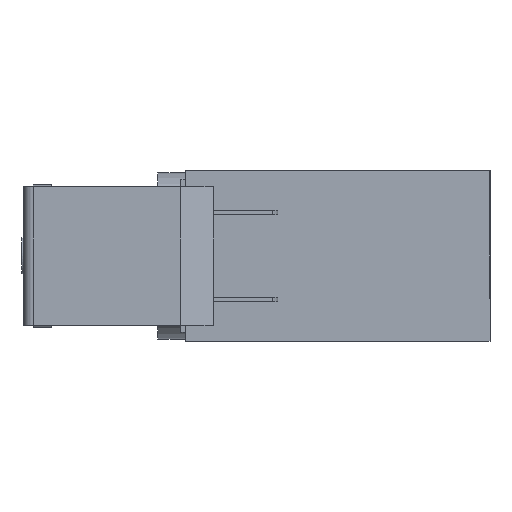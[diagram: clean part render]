
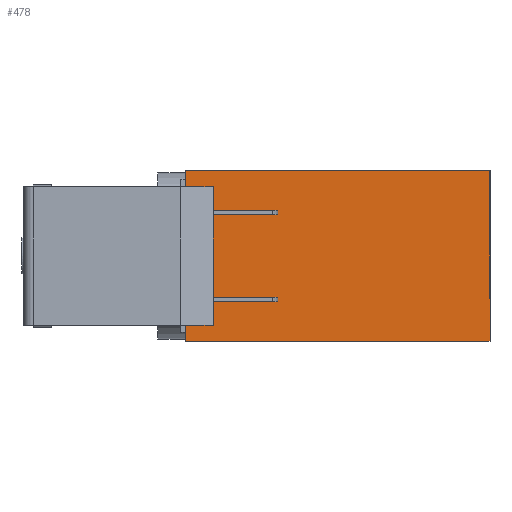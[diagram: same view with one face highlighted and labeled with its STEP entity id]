
A CAD part, left-side view. The second image highlights one B-rep face of the part: STEP entity #478.
In plain terms, the highlighted planar face has unit normal (-1, 0, 0).
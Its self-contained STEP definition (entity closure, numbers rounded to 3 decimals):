
#439=CARTESIAN_POINT('',(-46.5,-0.5,0.));
#440=DIRECTION('',(1.0,0.0,0.0));
#441=DIRECTION('',(0.0,0.0,-1.0));
#442=AXIS2_PLACEMENT_3D('',#439,#440,#441);
#443=PLANE('',#442);
#444=CARTESIAN_POINT('',(-46.5,-17.,9.25));
#445=VERTEX_POINT('',#444);
#446=CARTESIAN_POINT('',(-46.5,-17.0,-9.25));
#447=VERTEX_POINT('',#446);
#448=CARTESIAN_POINT('',(-46.5,-17.,9.25));
#449=DIRECTION('',(0.0,0.0,-1.0));
#450=VECTOR('',#449,18.5);
#451=LINE('',#448,#450);
#452=EDGE_CURVE('',#445,#447,#451,.T.);
#453=ORIENTED_EDGE('',*,*,#452,.F.);
#454=CARTESIAN_POINT('',(-46.5,16.,9.25));
#455=VERTEX_POINT('',#454);
#456=CARTESIAN_POINT('',(-46.5,16.,9.25));
#457=DIRECTION('',(0.0,-1.0,0.0));
#458=VECTOR('',#457,33.0);
#459=LINE('',#456,#458);
#460=EDGE_CURVE('',#455,#445,#459,.T.);
#461=ORIENTED_EDGE('',*,*,#460,.F.);
#462=CARTESIAN_POINT('',(-46.5,16.,-9.25));
#463=VERTEX_POINT('',#462);
#464=CARTESIAN_POINT('',(-46.5,16.,-9.25));
#465=DIRECTION('',(0.0,0.0,1.0));
#466=VECTOR('',#465,18.5);
#467=LINE('',#464,#466);
#468=EDGE_CURVE('',#463,#455,#467,.T.);
#469=ORIENTED_EDGE('',*,*,#468,.F.);
#470=CARTESIAN_POINT('',(-46.5,-17.0,-9.25));
#471=DIRECTION('',(0.0,1.0,0.0));
#472=VECTOR('',#471,33.);
#473=LINE('',#470,#472);
#474=EDGE_CURVE('',#447,#463,#473,.T.);
#475=ORIENTED_EDGE('',*,*,#474,.F.);
#476=EDGE_LOOP('',(#453,#461,#469,#475));
#477=FACE_OUTER_BOUND('',#476,.T.);
#478=ADVANCED_FACE('',(#477),#443,.F.);
